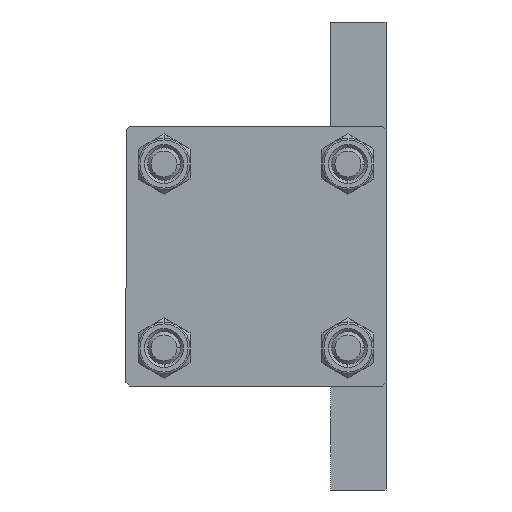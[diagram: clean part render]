
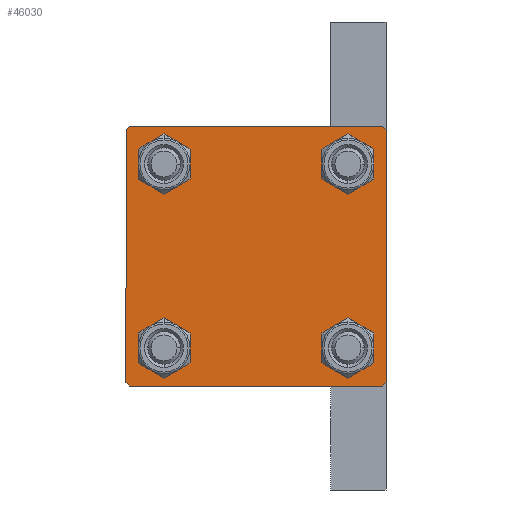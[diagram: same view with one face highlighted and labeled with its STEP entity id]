
A CAD part, left-side view. The second image highlights one B-rep face of the part: STEP entity #46030.
In plain terms, the highlighted planar face has unit normal (-1, 0, 0).
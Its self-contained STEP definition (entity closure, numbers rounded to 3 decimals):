
#398 = ORIENTED_EDGE ( 'NONE', *, *, #36576, .T. ) ;
#642 = VERTEX_POINT ( 'NONE', #32131 ) ;
#1203 = CARTESIAN_POINT ( 'NONE',  ( 0., 14.15, -11.15 ) ) ;
#1597 = CIRCLE ( 'NONE', #28816, 3. ) ;
#1899 = CARTESIAN_POINT ( 'NONE',  ( 0., -19.5, 20. ) ) ;
#1935 = CIRCLE ( 'NONE', #9712, 3. ) ;
#2290 = AXIS2_PLACEMENT_3D ( 'NONE', #10122, #43009, #9393 ) ;
#2635 = CARTESIAN_POINT ( 'NONE',  ( 0., 19.75, 19.75 ) ) ;
#3062 = EDGE_CURVE ( 'NONE', #23759, #45422, #41958, .T. ) ;
#3072 = CARTESIAN_POINT ( 'NONE',  ( 0., 14.15, 14.15 ) ) ;
#3296 = ORIENTED_EDGE ( 'NONE', *, *, #32182, .T. ) ;
#3468 = EDGE_CURVE ( 'NONE', #27424, #14095, #10394, .T. ) ;
#3662 = DIRECTION ( 'NONE',  ( 0., 0.707, 0.707 ) ) ;
#3801 = FACE_BOUND ( 'NONE', #20948, .T. ) ;
#3911 = EDGE_CURVE ( 'NONE', #39711, #21356, #11329, .T. ) ;
#4034 = ORIENTED_EDGE ( 'NONE', *, *, #37734, .T. ) ;
#4336 = DIRECTION ( 'NONE',  ( 1., 0., 0. ) ) ;
#4474 = ORIENTED_EDGE ( 'NONE', *, *, #45604, .F. ) ;
#4689 = ORIENTED_EDGE ( 'NONE', *, *, #46617, .T. ) ;
#4801 = DIRECTION ( 'NONE',  ( 0., -1., 0. ) ) ;
#5557 = VERTEX_POINT ( 'NONE', #1203 ) ;
#5741 = EDGE_CURVE ( 'NONE', #31872, #5557, #38615, .T. ) ;
#5953 = CARTESIAN_POINT ( 'NONE',  ( 0., 19.75, -19.75 ) ) ;
#6183 = CARTESIAN_POINT ( 'NONE',  ( 0., 20., -20. ) ) ;
#6505 = EDGE_CURVE ( 'NONE', #27424, #24559, #14629, .T. ) ;
#6947 = DIRECTION ( 'NONE',  ( 0., 0., 1. ) ) ;
#7106 = DIRECTION ( 'NONE',  ( 0., 0., 1. ) ) ;
#7490 = CARTESIAN_POINT ( 'NONE',  ( 0., 14.15, -17.15 ) ) ;
#8407 = FACE_OUTER_BOUND ( 'NONE', #21509, .T. ) ;
#8584 = DIRECTION ( 'NONE',  ( 0., 0., -1. ) ) ;
#8796 = CARTESIAN_POINT ( 'NONE',  ( 0., -20., 19.5 ) ) ;
#9101 = EDGE_LOOP ( 'NONE', ( #18223, #4689 ) ) ;
#9354 = LINE ( 'NONE', #6183, #39096 ) ;
#9393 = DIRECTION ( 'NONE',  ( 0., 0., 1. ) ) ;
#9505 = CARTESIAN_POINT ( 'NONE',  ( 0., -19.75, -19.75 ) ) ;
#9628 = EDGE_CURVE ( 'NONE', #31318, #34548, #45653, .T. ) ;
#9712 = AXIS2_PLACEMENT_3D ( 'NONE', #25626, #40479, #7106 ) ;
#10122 = CARTESIAN_POINT ( 'NONE',  ( 0., -14.15, -14.15 ) ) ;
#10188 = DIRECTION ( 'NONE',  ( 0., 0.707, -0.707 ) ) ;
#10336 = CARTESIAN_POINT ( 'NONE',  ( 0., 20., 19.5 ) ) ;
#10394 = LINE ( 'NONE', #39619, #45562 ) ;
#11150 = VECTOR ( 'NONE', #36392, 1000. ) ;
#11329 = CIRCLE ( 'NONE', #17558, 3. ) ;
#12191 = CARTESIAN_POINT ( 'NONE',  ( 0., 20., -19.5 ) ) ;
#12216 = ORIENTED_EDGE ( 'NONE', *, *, #25207, .T. ) ;
#12342 = EDGE_LOOP ( 'NONE', ( #45135, #18924 ) ) ;
#12863 = VERTEX_POINT ( 'NONE', #40096 ) ;
#13481 = CARTESIAN_POINT ( 'NONE',  ( 0., -14.15, 17.15 ) ) ;
#13932 = CARTESIAN_POINT ( 'NONE',  ( 0., 14.15, 14.15 ) ) ;
#14095 = VERTEX_POINT ( 'NONE', #33933 ) ;
#14352 = CARTESIAN_POINT ( 'NONE',  ( 0., 14.15, -14.15 ) ) ;
#14500 = DIRECTION ( 'NONE',  ( 1., 0., 0. ) ) ;
#14629 = LINE ( 'NONE', #29481, #46469 ) ;
#14708 = EDGE_CURVE ( 'NONE', #12863, #26701, #36468, .T. ) ;
#14773 = PLANE ( 'NONE',  #22134 ) ;
#15446 = CARTESIAN_POINT ( 'NONE',  ( 0., 14.15, 17.15 ) ) ;
#15962 = ORIENTED_EDGE ( 'NONE', *, *, #38861, .T. ) ;
#17558 = AXIS2_PLACEMENT_3D ( 'NONE', #13932, #36581, #20760 ) ;
#18223 = ORIENTED_EDGE ( 'NONE', *, *, #9628, .T. ) ;
#18265 = CARTESIAN_POINT ( 'NONE',  ( 0., 19.5, 20. ) ) ;
#18893 = FACE_BOUND ( 'NONE', #9101, .T. ) ;
#18924 = ORIENTED_EDGE ( 'NONE', *, *, #5741, .T. ) ;
#19131 = FACE_BOUND ( 'NONE', #36899, .T. ) ;
#19291 = CIRCLE ( 'NONE', #20056, 3. ) ;
#20056 = AXIS2_PLACEMENT_3D ( 'NONE', #14352, #47977, #41374 ) ;
#20267 = VERTEX_POINT ( 'NONE', #35657 ) ;
#20470 = ORIENTED_EDGE ( 'NONE', *, *, #33935, .T. ) ;
#20760 = DIRECTION ( 'NONE',  ( 0., 0., 1. ) ) ;
#20936 = LINE ( 'NONE', #28475, #43917 ) ;
#20948 = EDGE_LOOP ( 'NONE', ( #398, #23402 ) ) ;
#21255 = ORIENTED_EDGE ( 'NONE', *, *, #3911, .T. ) ;
#21356 = VERTEX_POINT ( 'NONE', #32017 ) ;
#21509 = EDGE_LOOP ( 'NONE', ( #37145, #15962, #4034, #12216, #46916, #30051, #4474, #20470 ) ) ;
#21962 = EDGE_CURVE ( 'NONE', #5557, #31872, #19291, .T. ) ;
#22134 = AXIS2_PLACEMENT_3D ( 'NONE', #26452, #30092, #41070 ) ;
#22290 = DIRECTION ( 'NONE',  ( 0., 0., 1. ) ) ;
#23402 = ORIENTED_EDGE ( 'NONE', *, *, #14708, .T. ) ;
#23759 = VERTEX_POINT ( 'NONE', #10336 ) ;
#24347 = CARTESIAN_POINT ( 'NONE',  ( 0., -14.15, 11.15 ) ) ;
#24559 = VERTEX_POINT ( 'NONE', #1899 ) ;
#25207 = EDGE_CURVE ( 'NONE', #20267, #14095, #31673, .T. ) ;
#25626 = CARTESIAN_POINT ( 'NONE',  ( 0., -14.15, 14.15 ) ) ;
#25952 = CARTESIAN_POINT ( 'NONE',  ( 0., -14.15, -14.15 ) ) ;
#26452 = CARTESIAN_POINT ( 'NONE',  ( 0., 0., 0. ) ) ;
#26701 = VERTEX_POINT ( 'NONE', #46252 ) ;
#27424 = VERTEX_POINT ( 'NONE', #8796 ) ;
#28475 = CARTESIAN_POINT ( 'NONE',  ( 0., 20., 20. ) ) ;
#28640 = DIRECTION ( 'NONE',  ( 1., 0., 0. ) ) ;
#28816 = AXIS2_PLACEMENT_3D ( 'NONE', #3072, #36919, #29609 ) ;
#29481 = CARTESIAN_POINT ( 'NONE',  ( 0., -19.75, 19.75 ) ) ;
#29609 = DIRECTION ( 'NONE',  ( 0., 0., 1. ) ) ;
#30051 = ORIENTED_EDGE ( 'NONE', *, *, #6505, .T. ) ;
#30092 = DIRECTION ( 'NONE',  ( -1., 0., 0. ) ) ;
#30095 = AXIS2_PLACEMENT_3D ( 'NONE', #30876, #4336, #33569 ) ;
#30876 = CARTESIAN_POINT ( 'NONE',  ( 0., -14.15, 14.15 ) ) ;
#31318 = VERTEX_POINT ( 'NONE', #13481 ) ;
#31673 = LINE ( 'NONE', #9505, #37272 ) ;
#31872 = VERTEX_POINT ( 'NONE', #7490 ) ;
#32017 = CARTESIAN_POINT ( 'NONE',  ( 0., 14.15, 11.15 ) ) ;
#32131 = CARTESIAN_POINT ( 'NONE',  ( 0., 19.5, -20. ) ) ;
#32182 = EDGE_CURVE ( 'NONE', #21356, #39711, #1597, .T. ) ;
#32315 = DIRECTION ( 'NONE',  ( 0., 0., -1. ) ) ;
#33569 = DIRECTION ( 'NONE',  ( 0., 0., 1. ) ) ;
#33633 = CIRCLE ( 'NONE', #39866, 3. ) ;
#33933 = CARTESIAN_POINT ( 'NONE',  ( 0., -20., -19.5 ) ) ;
#33935 = EDGE_CURVE ( 'NONE', #35414, #23759, #36004, .T. ) ;
#34226 = FACE_BOUND ( 'NONE', #12342, .T. ) ;
#34548 = VERTEX_POINT ( 'NONE', #24347 ) ;
#35414 = VERTEX_POINT ( 'NONE', #18265 ) ;
#35657 = CARTESIAN_POINT ( 'NONE',  ( 0., -19.5, -20. ) ) ;
#35911 = LINE ( 'NONE', #5953, #11150 ) ;
#36004 = LINE ( 'NONE', #2635, #42097 ) ;
#36193 = VECTOR ( 'NONE', #8584, 1000. ) ;
#36392 = DIRECTION ( 'NONE',  ( 0., -0.707, -0.707 ) ) ;
#36468 = CIRCLE ( 'NONE', #2290, 3. ) ;
#36576 = EDGE_CURVE ( 'NONE', #26701, #12863, #33633, .T. ) ;
#36581 = DIRECTION ( 'NONE',  ( 1., 0., 0. ) ) ;
#36899 = EDGE_LOOP ( 'NONE', ( #21255, #3296 ) ) ;
#36919 = DIRECTION ( 'NONE',  ( 1., 0., 0. ) ) ;
#37068 = AXIS2_PLACEMENT_3D ( 'NONE', #47884, #14500, #6947 ) ;
#37145 = ORIENTED_EDGE ( 'NONE', *, *, #3062, .T. ) ;
#37272 = VECTOR ( 'NONE', #43126, 1000. ) ;
#37734 = EDGE_CURVE ( 'NONE', #642, #20267, #9354, .T. ) ;
#38615 = CIRCLE ( 'NONE', #37068, 3. ) ;
#38861 = EDGE_CURVE ( 'NONE', #45422, #642, #35911, .T. ) ;
#39096 = VECTOR ( 'NONE', #4801, 1000. ) ;
#39619 = CARTESIAN_POINT ( 'NONE',  ( 0., -20., 20. ) ) ;
#39711 = VERTEX_POINT ( 'NONE', #15446 ) ;
#39866 = AXIS2_PLACEMENT_3D ( 'NONE', #25952, #28640, #22290 ) ;
#40096 = CARTESIAN_POINT ( 'NONE',  ( 0., -14.15, -17.15 ) ) ;
#40479 = DIRECTION ( 'NONE',  ( 1., 0., 0. ) ) ;
#41070 = DIRECTION ( 'NONE',  ( 0., 0., 1. ) ) ;
#41374 = DIRECTION ( 'NONE',  ( 0., 0., 1. ) ) ;
#41958 = LINE ( 'NONE', #46098, #36193 ) ;
#42097 = VECTOR ( 'NONE', #10188, 1000. ) ;
#43009 = DIRECTION ( 'NONE',  ( 1., 0., 0. ) ) ;
#43126 = DIRECTION ( 'NONE',  ( 0., -0.707, 0.707 ) ) ;
#43917 = VECTOR ( 'NONE', #46043, 1000. ) ;
#45135 = ORIENTED_EDGE ( 'NONE', *, *, #21962, .T. ) ;
#45422 = VERTEX_POINT ( 'NONE', #12191 ) ;
#45562 = VECTOR ( 'NONE', #32315, 1000. ) ;
#45604 = EDGE_CURVE ( 'NONE', #35414, #24559, #20936, .T. ) ;
#45653 = CIRCLE ( 'NONE', #30095, 3. ) ;
#46030 = ADVANCED_FACE ( 'NONE', ( #18893, #3801, #34226, #19131, #8407 ), #14773, .T. ) ;
#46043 = DIRECTION ( 'NONE',  ( 0., -1., 0. ) ) ;
#46098 = CARTESIAN_POINT ( 'NONE',  ( 0., 20., 20. ) ) ;
#46252 = CARTESIAN_POINT ( 'NONE',  ( 0., -14.15, -11.15 ) ) ;
#46469 = VECTOR ( 'NONE', #3662, 1000. ) ;
#46617 = EDGE_CURVE ( 'NONE', #34548, #31318, #1935, .T. ) ;
#46916 = ORIENTED_EDGE ( 'NONE', *, *, #3468, .F. ) ;
#47884 = CARTESIAN_POINT ( 'NONE',  ( 0., 14.15, -14.15 ) ) ;
#47977 = DIRECTION ( 'NONE',  ( 1., 0., 0. ) ) ;
